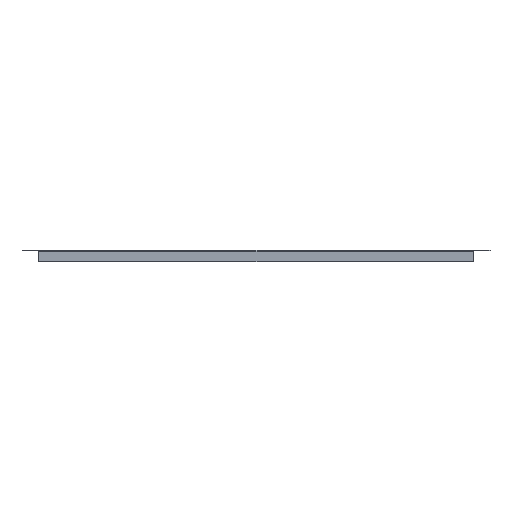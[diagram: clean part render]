
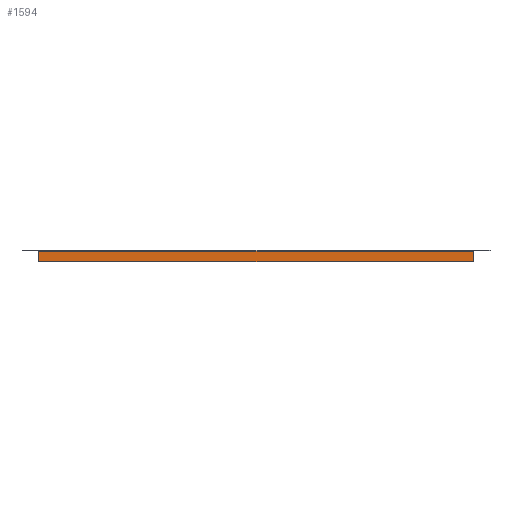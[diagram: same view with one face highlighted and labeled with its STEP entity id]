
A CAD part, front view. The second image highlights one B-rep face of the part: STEP entity #1594.
In plain terms, the highlighted planar face has unit normal (0, -1, 0).
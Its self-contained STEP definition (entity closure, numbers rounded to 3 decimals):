
#90 = CARTESIAN_POINT ( 'NONE',  ( 691.5, -413.5, -18. ) ) ;
#214 = FACE_OUTER_BOUND ( 'NONE', #1056, .T. ) ;
#342 = AXIS2_PLACEMENT_3D ( 'NONE', #1598, #1168, #1749 ) ;
#388 = LINE ( 'NONE', #1197, #1800 ) ;
#504 = VERTEX_POINT ( 'NONE', #90 ) ;
#527 = ORIENTED_EDGE ( 'NONE', *, *, #976, .T. ) ;
#569 = DIRECTION ( 'NONE',  ( 1., 0., 0. ) ) ;
#633 = CARTESIAN_POINT ( 'NONE',  ( 26., -413.5, -18. ) ) ;
#648 = EDGE_CURVE ( 'NONE', #1271, #504, #1546, .T. ) ;
#654 = ORIENTED_EDGE ( 'NONE', *, *, #897, .F. ) ;
#665 = LINE ( 'NONE', #1233, #943 ) ;
#754 = CARTESIAN_POINT ( 'NONE',  ( 691.5, -413.5, 0. ) ) ;
#761 = EDGE_CURVE ( 'NONE', #504, #1648, #1036, .T. ) ;
#785 = CARTESIAN_POINT ( 'NONE',  ( 691.5, -413.5, -2. ) ) ;
#897 = EDGE_CURVE ( 'NONE', #1397, #1648, #665, .T. ) ;
#943 = VECTOR ( 'NONE', #1074, 1000. ) ;
#976 = EDGE_CURVE ( 'NONE', #1397, #1271, #388, .T. ) ;
#1036 = LINE ( 'NONE', #754, #1502 ) ;
#1056 = EDGE_LOOP ( 'NONE', ( #654, #527, #1762, #1554 ) ) ;
#1074 = DIRECTION ( 'NONE',  ( 1., 0., 0. ) ) ;
#1120 = CARTESIAN_POINT ( 'NONE',  ( 0., -413.5, -18. ) ) ;
#1168 = DIRECTION ( 'NONE',  ( 0., 1., 0. ) ) ;
#1197 = CARTESIAN_POINT ( 'NONE',  ( 26., -413.5, 0. ) ) ;
#1233 = CARTESIAN_POINT ( 'NONE',  ( 691.5, -413.5, -2. ) ) ;
#1239 = VECTOR ( 'NONE', #569, 1000. ) ;
#1271 = VERTEX_POINT ( 'NONE', #633 ) ;
#1333 = PLANE ( 'NONE',  #342 ) ;
#1397 = VERTEX_POINT ( 'NONE', #1789 ) ;
#1502 = VECTOR ( 'NONE', #1601, 1000. ) ;
#1546 = LINE ( 'NONE', #1120, #1239 ) ;
#1554 = ORIENTED_EDGE ( 'NONE', *, *, #761, .T. ) ;
#1594 = ADVANCED_FACE ( 'NONE', ( #214 ), #1333, .F. ) ;
#1598 = CARTESIAN_POINT ( 'NONE',  ( 0., -413.5, 0. ) ) ;
#1601 = DIRECTION ( 'NONE',  ( 0., 0., 1. ) ) ;
#1617 = DIRECTION ( 'NONE',  ( 0., 0., -1. ) ) ;
#1648 = VERTEX_POINT ( 'NONE', #785 ) ;
#1749 = DIRECTION ( 'NONE',  ( 0., 0., 1. ) ) ;
#1762 = ORIENTED_EDGE ( 'NONE', *, *, #648, .T. ) ;
#1789 = CARTESIAN_POINT ( 'NONE',  ( 26., -413.5, -2. ) ) ;
#1800 = VECTOR ( 'NONE', #1617, 1000. ) ;
